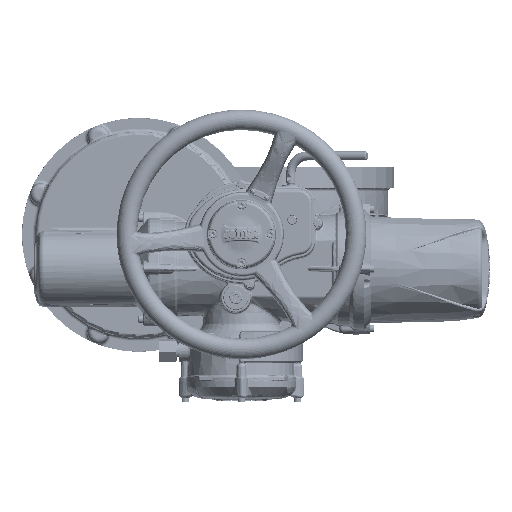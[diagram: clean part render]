
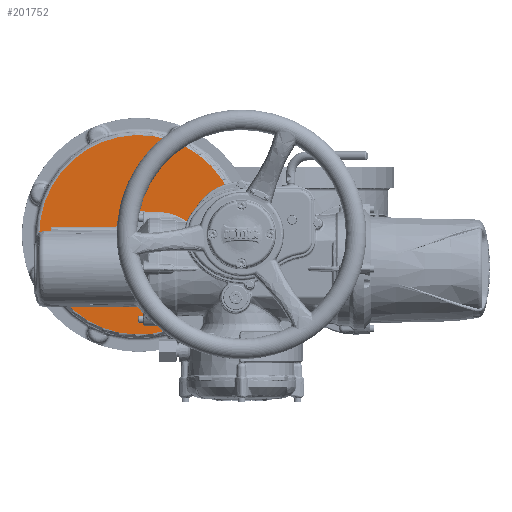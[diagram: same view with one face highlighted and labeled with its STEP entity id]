
A CAD part, top view. The second image highlights one B-rep face of the part: STEP entity #201752.
In plain terms, the highlighted planar face has unit normal (0, 0, 1).
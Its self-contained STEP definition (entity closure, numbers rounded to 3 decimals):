
#9102=LINE('',#339207,#16125);
#9107=LINE('',#339284,#16130);
#9112=LINE('',#339401,#16135);
#9118=LINE('',#339512,#16141);
#9127=LINE('',#339628,#16150);
#9128=LINE('',#339682,#16151);
#9154=LINE('',#340810,#16177);
#9155=LINE('',#340825,#16178);
#9156=LINE('',#340829,#16179);
#16125=VECTOR('',#235521,1000.);
#16130=VECTOR('',#235544,1000.);
#16135=VECTOR('',#235573,1000.);
#16141=VECTOR('',#235605,1000.);
#16150=VECTOR('',#235634,1000.);
#16151=VECTOR('',#235645,1000.);
#16177=VECTOR('',#235991,1000.);
#16178=VECTOR('',#236002,1000.);
#16179=VECTOR('',#236005,1000.);
#25407=B_SPLINE_CURVE_WITH_KNOTS('',3,(#339654,#339655,#339656,#339657,
#339658,#339659),.UNSPECIFIED.,.F.,.F.,(4,1,1,4),(0.,0.003,
0.007,0.013),.UNSPECIFIED.);
#25454=B_SPLINE_CURVE_WITH_KNOTS('',3,(#340831,#340832,#340833,#340834,
#340835,#340836),.UNSPECIFIED.,.F.,.F.,(4,1,1,4),(0.,0.003,
0.007,0.013),.UNSPECIFIED.);
#51582=ORIENTED_EDGE('',*,*,#82496,.T.);
#51583=ORIENTED_EDGE('',*,*,#82250,.T.);
#51584=ORIENTED_EDGE('',*,*,#82319,.F.);
#51585=ORIENTED_EDGE('',*,*,#82265,.T.);
#51586=ORIENTED_EDGE('',*,*,#82501,.T.);
#51587=ORIENTED_EDGE('',*,*,#82303,.T.);
#51588=ORIENTED_EDGE('',*,*,#82502,.T.);
#51589=ORIENTED_EDGE('',*,*,#82503,.T.);
#51590=ORIENTED_EDGE('',*,*,#82504,.T.);
#51591=ORIENTED_EDGE('',*,*,#82505,.T.);
#51592=ORIENTED_EDGE('',*,*,#82500,.T.);
#51593=ORIENTED_EDGE('',*,*,#82320,.T.);
#51594=ORIENTED_EDGE('',*,*,#82326,.T.);
#51595=ORIENTED_EDGE('',*,*,#82330,.T.);
#51596=ORIENTED_EDGE('',*,*,#82497,.T.);
#51597=ORIENTED_EDGE('',*,*,#82284,.T.);
#82250=EDGE_CURVE('',#99016,#99014,#9102,.F.);
#82265=EDGE_CURVE('',#99025,#99027,#9107,.T.);
#82284=EDGE_CURVE('',#99041,#99040,#9112,.F.);
#82303=EDGE_CURVE('',#99051,#99050,#9118,.T.);
#82319=EDGE_CURVE('',#99025,#99014,#9127,.T.);
#82320=EDGE_CURVE('',#99059,#99060,#25407,.F.);
#82326=EDGE_CURVE('',#99060,#99064,#9128,.F.);
#82330=EDGE_CURVE('',#99064,#99065,#109405,.T.);
#82496=EDGE_CURVE('',#99040,#99016,#109502,.T.);
#82497=EDGE_CURVE('',#99065,#99041,#9154,.F.);
#82500=EDGE_CURVE('',#99148,#99059,#109504,.F.);
#82501=EDGE_CURVE('',#99027,#99051,#109505,.T.);
#82502=EDGE_CURVE('',#99050,#99150,#9155,.F.);
#82503=EDGE_CURVE('',#99150,#99151,#109506,.T.);
#82504=EDGE_CURVE('',#99151,#99152,#9156,.F.);
#82505=EDGE_CURVE('',#99152,#99148,#25454,.T.);
#99014=VERTEX_POINT('',#339205);
#99016=VERTEX_POINT('',#339208);
#99025=VERTEX_POINT('',#339279);
#99027=VERTEX_POINT('',#339283);
#99040=VERTEX_POINT('',#339398);
#99041=VERTEX_POINT('',#339402);
#99050=VERTEX_POINT('',#339505);
#99051=VERTEX_POINT('',#339509);
#99059=VERTEX_POINT('',#339660);
#99060=VERTEX_POINT('',#339661);
#99064=VERTEX_POINT('',#339681);
#99065=VERTEX_POINT('',#339687);
#99148=VERTEX_POINT('',#340819);
#99150=VERTEX_POINT('',#340826);
#99151=VERTEX_POINT('',#340828);
#99152=VERTEX_POINT('',#340830);
#109405=CIRCLE('',#212977,14.);
#109502=CIRCLE('',#213132,42.);
#109504=CIRCLE('',#213136,174.);
#109505=CIRCLE('',#213138,42.);
#109506=CIRCLE('',#213139,14.);
#116994=EDGE_LOOP('',(#51582,#51583,#51584,#51585,#51586,#51587,#51588,
#51589,#51590,#51591,#51592,#51593,#51594,#51595,#51596,#51597));
#126861=FACE_BOUND('',#116994,.T.);
#132252=PLANE('',#213137);
#201752=ADVANCED_FACE('',(#126861),#132252,.F.);
#212977=AXIS2_PLACEMENT_3D('',#339688,#235653,#235654);
#213132=AXIS2_PLACEMENT_3D('',#340808,#235987,#235988);
#213136=AXIS2_PLACEMENT_3D('',#340822,#235996,#235997);
#213137=AXIS2_PLACEMENT_3D('',#340823,#235998,#235999);
#213138=AXIS2_PLACEMENT_3D('',#340824,#236000,#236001);
#213139=AXIS2_PLACEMENT_3D('',#340827,#236003,#236004);
#235521=DIRECTION('',(1.,0.,0.));
#235544=DIRECTION('',(1.,0.,0.));
#235573=DIRECTION('',(1.,0.,0.));
#235605=DIRECTION('',(1.,0.,0.));
#235634=DIRECTION('',(0.,-1.,0.));
#235645=DIRECTION('',(1.,0.,0.));
#235653=DIRECTION('',(0.,0.,-1.));
#235654=DIRECTION('',(1.,0.,0.));
#235987=DIRECTION('',(0.,0.,-1.));
#235988=DIRECTION('',(1.,0.,0.));
#235991=DIRECTION('',(0.,-1.,0.));
#235996=DIRECTION('',(0.,0.,-1.));
#235997=DIRECTION('',(1.,0.,0.));
#235998=DIRECTION('',(0.,0.,-1.));
#235999=DIRECTION('',(1.,0.,0.));
#236000=DIRECTION('',(0.,0.,-1.));
#236001=DIRECTION('',(1.,0.,0.));
#236002=DIRECTION('',(0.,-1.,0.));
#236003=DIRECTION('',(0.,0.,-1.));
#236004=DIRECTION('',(1.,0.,0.));
#236005=DIRECTION('',(-1.,0.,0.));
#339205=CARTESIAN_POINT('',(-332.96,-13.,-258.475));
#339207=CARTESIAN_POINT('',(-332.96,-13.,-258.475));
#339208=CARTESIAN_POINT('',(-218.897,-13.,-258.475));
#339279=CARTESIAN_POINT('',(-332.96,13.,-258.475));
#339283=CARTESIAN_POINT('',(-218.897,13.,-258.475));
#339284=CARTESIAN_POINT('',(-178.96,13.,-258.475));
#339398=CARTESIAN_POINT('',(-139.023,-13.,-258.475));
#339401=CARTESIAN_POINT('',(-137.547,-13.,-258.475));
#339402=CARTESIAN_POINT('',(-64.,-13.,-258.475));
#339505=CARTESIAN_POINT('',(-64.,13.,-258.475));
#339509=CARTESIAN_POINT('',(-139.023,13.,-258.475));
#339512=CARTESIAN_POINT('',(-178.96,13.,-258.475));
#339628=CARTESIAN_POINT('',(-332.96,0.,-258.475));
#339654=CARTESIAN_POINT('',(-8.371,-64.,-258.475));
#339655=CARTESIAN_POINT('',(-9.472,-64.,-258.475));
#339656=CARTESIAN_POINT('',(-11.632,-64.435,-258.475));
#339657=CARTESIAN_POINT('',(-15.51,-66.43,-258.475));
#339658=CARTESIAN_POINT('',(-18.006,-68.594,-258.475));
#339659=CARTESIAN_POINT('',(-19.662,-70.,-258.475));
#339660=CARTESIAN_POINT('',(-19.662,-70.,-258.475));
#339661=CARTESIAN_POINT('',(-8.371,-64.,-258.475));
#339681=CARTESIAN_POINT('',(-50.,-64.,-258.475));
#339682=CARTESIAN_POINT('',(-50.,-64.,-258.475));
#339687=CARTESIAN_POINT('',(-64.,-50.,-258.475));
#339688=CARTESIAN_POINT('',(-50.,-50.,-258.475));
#340808=CARTESIAN_POINT('',(-178.96,0.,-258.475));
#340810=CARTESIAN_POINT('',(-64.,50.,-258.475));
#340819=CARTESIAN_POINT('',(-19.662,70.,-258.475));
#340822=CARTESIAN_POINT('',(-178.96,0.,-258.475));
#340823=CARTESIAN_POINT('',(-178.96,0.,-258.475));
#340824=CARTESIAN_POINT('',(-178.96,0.,-258.475));
#340825=CARTESIAN_POINT('',(-64.,50.,-258.475));
#340826=CARTESIAN_POINT('',(-64.,50.,-258.475));
#340827=CARTESIAN_POINT('',(-50.,50.,-258.475));
#340828=CARTESIAN_POINT('',(-50.,64.,-258.475));
#340829=CARTESIAN_POINT('',(50.,64.,-258.475));
#340830=CARTESIAN_POINT('',(-8.371,64.,-258.475));
#340831=CARTESIAN_POINT('',(-8.371,64.,-258.475));
#340832=CARTESIAN_POINT('',(-9.472,64.,-258.475));
#340833=CARTESIAN_POINT('',(-11.632,64.435,-258.475));
#340834=CARTESIAN_POINT('',(-15.51,66.43,-258.475));
#340835=CARTESIAN_POINT('',(-18.006,68.594,-258.475));
#340836=CARTESIAN_POINT('',(-19.662,70.,-258.475));
